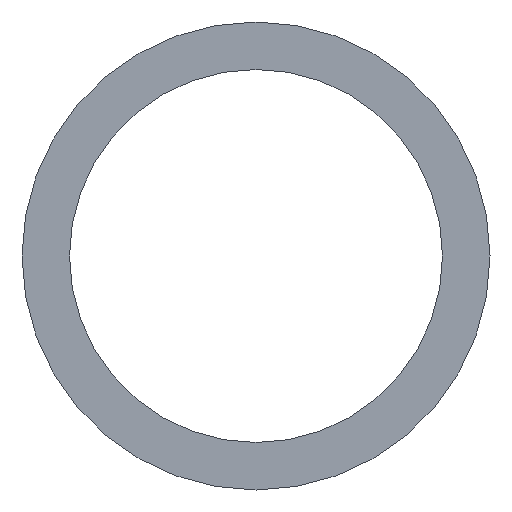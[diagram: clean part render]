
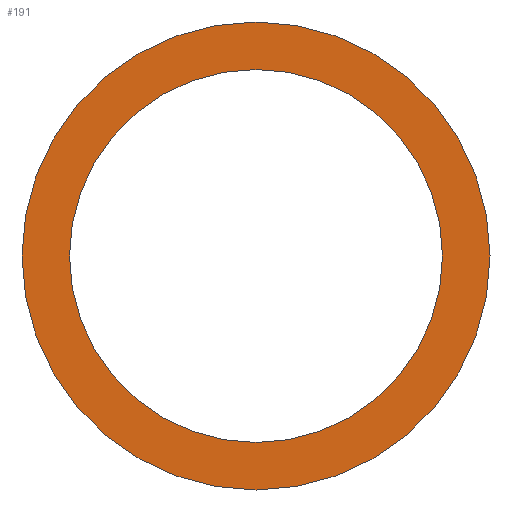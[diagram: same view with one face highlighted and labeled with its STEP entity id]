
A CAD part, front view. The second image highlights one B-rep face of the part: STEP entity #191.
In plain terms, the highlighted planar face has unit normal (0, -1, 0).
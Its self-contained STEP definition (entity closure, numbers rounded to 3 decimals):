
#4 = ORIENTED_EDGE ( 'NONE', *, *, #183, .T. ) ;
#10 = CARTESIAN_POINT ( 'NONE',  ( 0., 0., -34.5 ) ) ;
#11 = EDGE_CURVE ( 'NONE', #161, #215, #248, .T. ) ;
#14 = AXIS2_PLACEMENT_3D ( 'NONE', #236, #73, #126 ) ;
#35 = PLANE ( 'NONE',  #71 ) ;
#37 = FACE_BOUND ( 'NONE', #231, .T. ) ;
#38 = DIRECTION ( 'NONE',  ( 0., 0., 1. ) ) ;
#44 = AXIS2_PLACEMENT_3D ( 'NONE', #238, #143, #129 ) ;
#57 = CARTESIAN_POINT ( 'NONE',  ( 0., 0., 34.5 ) ) ;
#71 = AXIS2_PLACEMENT_3D ( 'NONE', #206, #220, #38 ) ;
#73 = DIRECTION ( 'NONE',  ( 0., 1., 0. ) ) ;
#77 = CARTESIAN_POINT ( 'NONE',  ( 0., 0., 27.5 ) ) ;
#84 = VERTEX_POINT ( 'NONE', #57 ) ;
#85 = CARTESIAN_POINT ( 'NONE',  ( 0., 0., 0. ) ) ;
#94 = FACE_OUTER_BOUND ( 'NONE', #119, .T. ) ;
#95 = DIRECTION ( 'NONE',  ( 0., 0., 1. ) ) ;
#103 = ORIENTED_EDGE ( 'NONE', *, *, #11, .T. ) ;
#104 = ORIENTED_EDGE ( 'NONE', *, *, #176, .F. ) ;
#105 = ORIENTED_EDGE ( 'NONE', *, *, #132, .F. ) ;
#119 = EDGE_LOOP ( 'NONE', ( #104, #105 ) ) ;
#123 = AXIS2_PLACEMENT_3D ( 'NONE', #85, #153, #229 ) ;
#126 = DIRECTION ( 'NONE',  ( 0., 0., 1. ) ) ;
#129 = DIRECTION ( 'NONE',  ( 0., 0., 1. ) ) ;
#132 = EDGE_CURVE ( 'NONE', #84, #142, #134, .T. ) ;
#134 = CIRCLE ( 'NONE', #137, 34.5 ) ;
#137 = AXIS2_PLACEMENT_3D ( 'NONE', #219, #186, #95 ) ;
#142 = VERTEX_POINT ( 'NONE', #10 ) ;
#143 = DIRECTION ( 'NONE',  ( 0., 1., 0. ) ) ;
#153 = DIRECTION ( 'NONE',  ( 0., 1., 0. ) ) ;
#154 = CIRCLE ( 'NONE', #44, 34.5 ) ;
#161 = VERTEX_POINT ( 'NONE', #77 ) ;
#166 = CARTESIAN_POINT ( 'NONE',  ( 0., 0., -27.5 ) ) ;
#176 = EDGE_CURVE ( 'NONE', #142, #84, #154, .T. ) ;
#183 = EDGE_CURVE ( 'NONE', #215, #161, #232, .T. ) ;
#186 = DIRECTION ( 'NONE',  ( 0., 1., 0. ) ) ;
#191 = ADVANCED_FACE ( 'NONE', ( #94, #37 ), #35, .F. ) ;
#206 = CARTESIAN_POINT ( 'NONE',  ( 0., 0., 0. ) ) ;
#215 = VERTEX_POINT ( 'NONE', #166 ) ;
#219 = CARTESIAN_POINT ( 'NONE',  ( 0., 0., 0. ) ) ;
#220 = DIRECTION ( 'NONE',  ( 0., 1., 0. ) ) ;
#229 = DIRECTION ( 'NONE',  ( 0., 0., 1. ) ) ;
#231 = EDGE_LOOP ( 'NONE', ( #4, #103 ) ) ;
#232 = CIRCLE ( 'NONE', #14, 27.5 ) ;
#236 = CARTESIAN_POINT ( 'NONE',  ( 0., 0., 0. ) ) ;
#238 = CARTESIAN_POINT ( 'NONE',  ( 0., 0., 0. ) ) ;
#248 = CIRCLE ( 'NONE', #123, 27.5 ) ;
